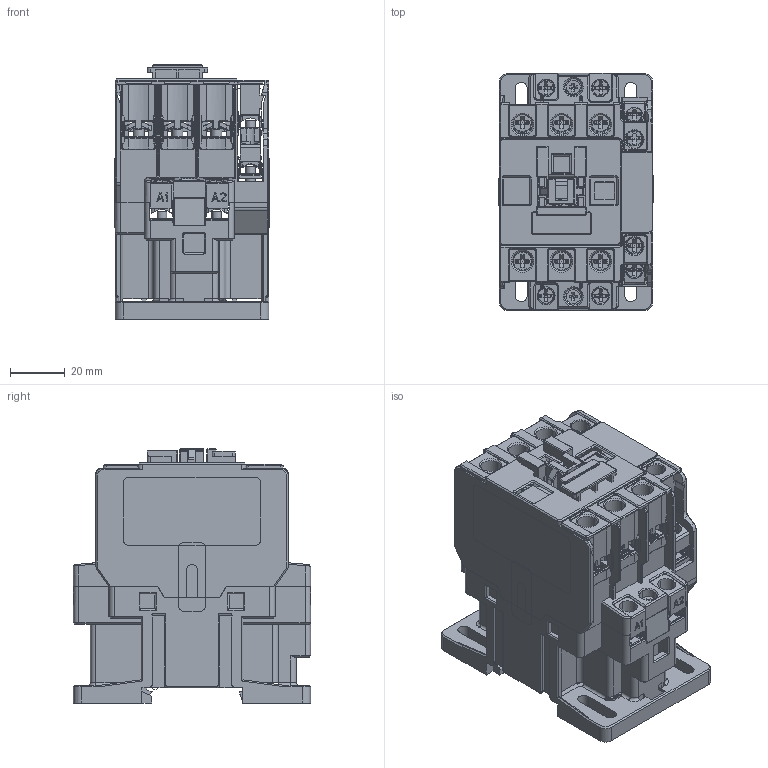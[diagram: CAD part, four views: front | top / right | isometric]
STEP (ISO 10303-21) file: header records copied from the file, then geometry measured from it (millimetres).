
FILE_DESCRIPTION((''),'2;1');
FILE_NAME('2ZTD-400-175-1-3_SW0002','2017-03-21T',('hyax'),(''),'PRO/ENGINEER BY PARAMETRIC TECHNOLOGY CORPORATION, 2007090','PRO/ENGINEER BY PARAMETRIC TECHNOLOGY CORPORATION, 2007090','');
FILE_SCHEMA(('CONFIG_CONTROL_DESIGN'));
Products named in the file (1): 2ZTD-400-175-1-3_SW0002
Bounding box: 56.2 x 86.5 x 92.7 mm (x, y, z)
Surface area: 60476.2 mm2 (no closed solid volume)
Topology: 0 solids, 461 shells, 2166 faces, 13450 edges, 11616 vertices
Faces by surface type: plane 1531, cylinder 383, cone 209, bspline 29, torus 12, sphere 2
Entity records: 134922 total; most frequent: CARTESIAN_POINT 38513, DIRECTION 17645, ORIENTED_EDGE 16692, EDGE_CURVE 13450, VERTEX_POINT 11616, VECTOR 10867, LINE 10867, AXIS2_PLACEMENT_3D 3389
